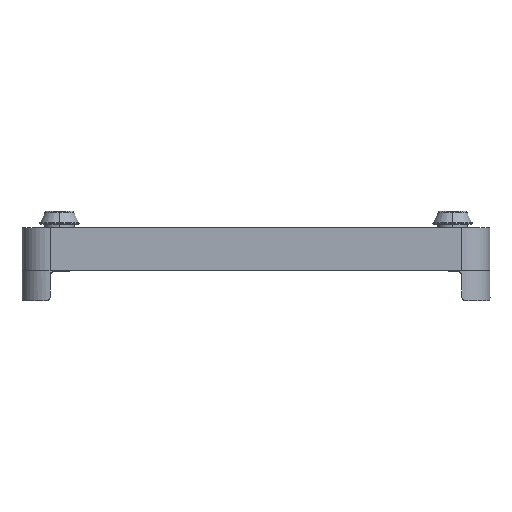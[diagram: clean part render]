
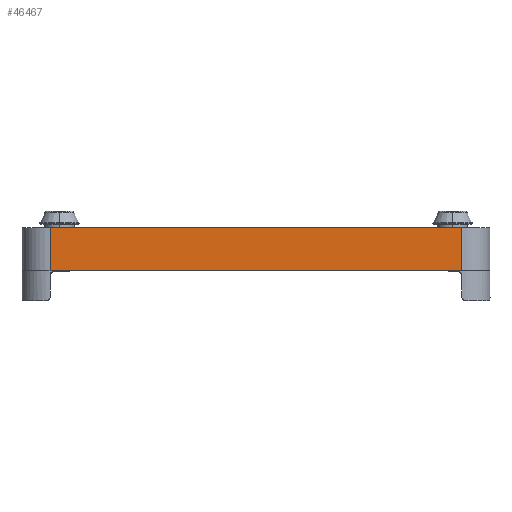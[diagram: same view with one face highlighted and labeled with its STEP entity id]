
A CAD part, left-side view. The second image highlights one B-rep face of the part: STEP entity #46467.
In plain terms, the highlighted planar face has unit normal (-1, 0, 0).
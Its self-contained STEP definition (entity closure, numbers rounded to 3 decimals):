
#1671=CARTESIAN_POINT('',(-62.5,54.961,-2.0));
#1672=VERTEX_POINT('',#1671);
#5368=CARTESIAN_POINT('',(-62.5,-54.961,-2.0));
#5369=VERTEX_POINT('',#5368);
#5377=CARTESIAN_POINT('',(-62.5,-54.961,-2.0));
#5378=DIRECTION('',(0.0,1.0,0.0));
#5379=VECTOR('',#5378,109.923);
#5380=LINE('',#5377,#5379);
#5381=EDGE_CURVE('',#5369,#1672,#5380,.T.);
#45041=CARTESIAN_POINT('',(-62.5,-55.,-2.0));
#45042=VERTEX_POINT('',#45041);
#45050=CARTESIAN_POINT('',(-62.5,-55.,-2.0));
#45051=DIRECTION('',(0.,1.0,0.0));
#45052=VECTOR('',#45051,0.039);
#45053=LINE('',#45050,#45052);
#45054=EDGE_CURVE('',#45042,#5369,#45053,.T.);
#45072=CARTESIAN_POINT('',(-62.5,55.0,-2.0));
#45073=VERTEX_POINT('',#45072);
#45091=CARTESIAN_POINT('',(-62.5,54.961,-2.0));
#45092=DIRECTION('',(0.,1.0,0.0));
#45093=VECTOR('',#45092,0.039);
#45094=LINE('',#45091,#45093);
#45095=EDGE_CURVE('',#1672,#45073,#45094,.T.);
#46435=CARTESIAN_POINT('',(-62.5,-55.,-2.0));
#46436=DIRECTION('',(-1.0,0.0,0.0));
#46437=DIRECTION('',(0.0,0.0,1.0));
#46438=AXIS2_PLACEMENT_3D('',#46435,#46436,#46437);
#46439=PLANE('',#46438);
#46440=CARTESIAN_POINT('',(-62.5,-55.,9.5));
#46441=VERTEX_POINT('',#46440);
#46442=CARTESIAN_POINT('',(-62.5,-55.,-2.0));
#46443=DIRECTION('',(0.0,0.0,1.0));
#46444=VECTOR('',#46443,11.5);
#46445=LINE('',#46442,#46444);
#46446=EDGE_CURVE('',#45042,#46441,#46445,.T.);
#46447=ORIENTED_EDGE('',*,*,#46446,.T.);
#46448=CARTESIAN_POINT('',(-62.5,55.0,9.5));
#46449=VERTEX_POINT('',#46448);
#46450=CARTESIAN_POINT('',(-62.5,-55.,9.5));
#46451=DIRECTION('',(0.0,1.0,0.0));
#46452=VECTOR('',#46451,110.);
#46453=LINE('',#46450,#46452);
#46454=EDGE_CURVE('',#46441,#46449,#46453,.T.);
#46455=ORIENTED_EDGE('',*,*,#46454,.T.);
#46456=CARTESIAN_POINT('',(-62.5,55.0,-2.0));
#46457=DIRECTION('',(0.0,0.0,1.0));
#46458=VECTOR('',#46457,11.5);
#46459=LINE('',#46456,#46458);
#46460=EDGE_CURVE('',#45073,#46449,#46459,.T.);
#46461=ORIENTED_EDGE('',*,*,#46460,.F.);
#46462=ORIENTED_EDGE('',*,*,#45095,.F.);
#46463=ORIENTED_EDGE('',*,*,#5381,.F.);
#46464=ORIENTED_EDGE('',*,*,#45054,.F.);
#46465=EDGE_LOOP('',(#46447,#46455,#46461,#46462,#46463,#46464));
#46466=FACE_OUTER_BOUND('',#46465,.T.);
#46467=ADVANCED_FACE('',(#46466),#46439,.T.);
